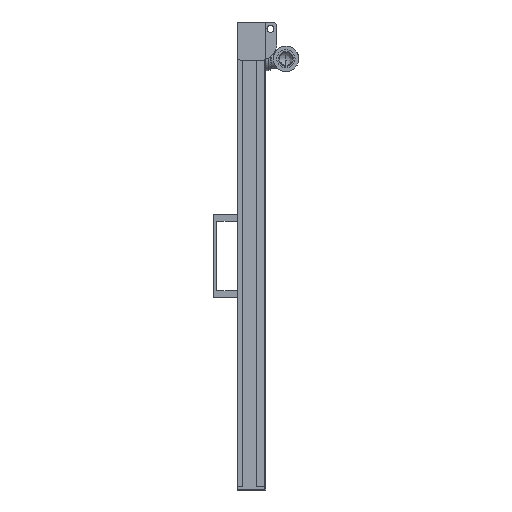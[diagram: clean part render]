
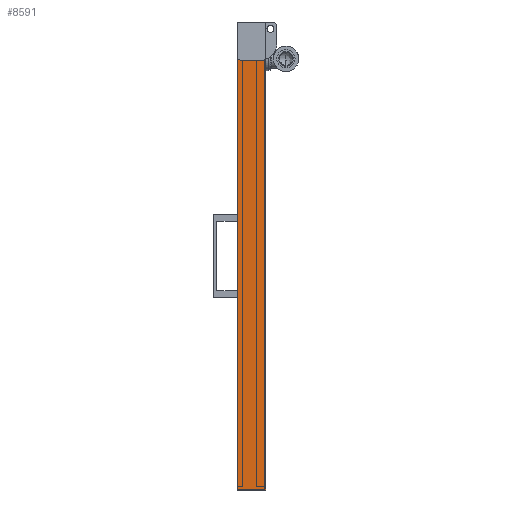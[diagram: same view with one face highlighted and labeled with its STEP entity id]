
A CAD part, left-side view. The second image highlights one B-rep face of the part: STEP entity #8591.
In plain terms, the highlighted face is planar.
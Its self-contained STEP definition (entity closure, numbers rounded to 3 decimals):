
#342 = ORIENTED_EDGE ( 'NONE', *, *, #2034, .F. ) ;
#445 = VECTOR ( 'NONE', #16011, 1000. ) ;
#905 = DIRECTION ( 'NONE',  ( 1., 0., 0. ) ) ;
#996 = LINE ( 'NONE', #6204, #10442 ) ;
#1088 = CARTESIAN_POINT ( 'NONE',  ( 327.5, 0., -273. ) ) ;
#1317 = DIRECTION ( 'NONE',  ( 0., 0., 1. ) ) ;
#2013 = ORIENTED_EDGE ( 'NONE', *, *, #4173, .T. ) ;
#2027 = CARTESIAN_POINT ( 'NONE',  ( 327.5, 0., -229.265 ) ) ;
#2034 = EDGE_CURVE ( 'NONE', #14294, #2967, #996, .T. ) ;
#2328 = DIRECTION ( 'NONE',  ( 0., 0., 1. ) ) ;
#2487 = CARTESIAN_POINT ( 'NONE',  ( 327.5, 33., 273. ) ) ;
#2966 = CIRCLE ( 'NONE', #11950, 20. ) ;
#2967 = VERTEX_POINT ( 'NONE', #6961 ) ;
#3439 = VERTEX_POINT ( 'NONE', #16704 ) ;
#3525 = CARTESIAN_POINT ( 'NONE',  ( 327.5, 0., 273. ) ) ;
#3646 = LINE ( 'NONE', #1088, #11100 ) ;
#4173 = EDGE_CURVE ( 'NONE', #14294, #3439, #15741, .T. ) ;
#4323 = VECTOR ( 'NONE', #15084, 1000. ) ;
#4634 = CARTESIAN_POINT ( 'NONE',  ( 327.5, 28., -233. ) ) ;
#4638 = LINE ( 'NONE', #16467, #4323 ) ;
#4848 = EDGE_CURVE ( 'NONE', #7411, #6467, #3646, .T. ) ;
#5448 = ORIENTED_EDGE ( 'NONE', *, *, #16239, .F. ) ;
#6028 = ORIENTED_EDGE ( 'NONE', *, *, #13591, .F. ) ;
#6204 = CARTESIAN_POINT ( 'NONE',  ( 327.5, 33., -228. ) ) ;
#6467 = VERTEX_POINT ( 'NONE', #2027 ) ;
#6846 = FACE_OUTER_BOUND ( 'NONE', #9371, .T. ) ;
#6961 = CARTESIAN_POINT ( 'NONE',  ( 327.5, 7., -228. ) ) ;
#7049 = CARTESIAN_POINT ( 'NONE',  ( 327.5, 7., -248. ) ) ;
#7411 = VERTEX_POINT ( 'NONE', #3525 ) ;
#7504 = VERTEX_POINT ( 'NONE', #2487 ) ;
#7822 = ORIENTED_EDGE ( 'NONE', *, *, #4848, .T. ) ;
#8067 = AXIS2_PLACEMENT_3D ( 'NONE', #4634, #12657, #2328 ) ;
#8591 = ADVANCED_FACE ( 'NONE', ( #6846 ), #14737, .F. ) ;
#9371 = EDGE_LOOP ( 'NONE', ( #6028, #342, #2013, #5448, #11302, #7822 ) ) ;
#9685 = CARTESIAN_POINT ( 'NONE',  ( 327.5, 28., -228. ) ) ;
#10442 = VECTOR ( 'NONE', #11424, 1000. ) ;
#11100 = VECTOR ( 'NONE', #16686, 1000. ) ;
#11302 = ORIENTED_EDGE ( 'NONE', *, *, #12612, .T. ) ;
#11424 = DIRECTION ( 'NONE',  ( 0., -1., 0. ) ) ;
#11950 = AXIS2_PLACEMENT_3D ( 'NONE', #7049, #905, #13643 ) ;
#12071 = CARTESIAN_POINT ( 'NONE',  ( 327.5, 33., -273. ) ) ;
#12612 = EDGE_CURVE ( 'NONE', #7504, #7411, #16112, .T. ) ;
#12657 = DIRECTION ( 'NONE',  ( -1., 0., 0. ) ) ;
#13591 = EDGE_CURVE ( 'NONE', #2967, #6467, #2966, .T. ) ;
#13593 = CARTESIAN_POINT ( 'NONE',  ( 327.5, 33., 273. ) ) ;
#13643 = DIRECTION ( 'NONE',  ( 0., 0., -1. ) ) ;
#13746 = AXIS2_PLACEMENT_3D ( 'NONE', #12071, #15786, #1317 ) ;
#14294 = VERTEX_POINT ( 'NONE', #9685 ) ;
#14737 = PLANE ( 'NONE',  #13746 ) ;
#15084 = DIRECTION ( 'NONE',  ( 0., 0., -1. ) ) ;
#15741 = CIRCLE ( 'NONE', #8067, 5. ) ;
#15786 = DIRECTION ( 'NONE',  ( -1., 0., 0. ) ) ;
#16011 = DIRECTION ( 'NONE',  ( 0., -1., 0. ) ) ;
#16112 = LINE ( 'NONE', #13593, #445 ) ;
#16239 = EDGE_CURVE ( 'NONE', #7504, #3439, #4638, .T. ) ;
#16467 = CARTESIAN_POINT ( 'NONE',  ( 327.5, 33., -273. ) ) ;
#16686 = DIRECTION ( 'NONE',  ( 0., 0., -1. ) ) ;
#16704 = CARTESIAN_POINT ( 'NONE',  ( 327.5, 33., -233. ) ) ;
